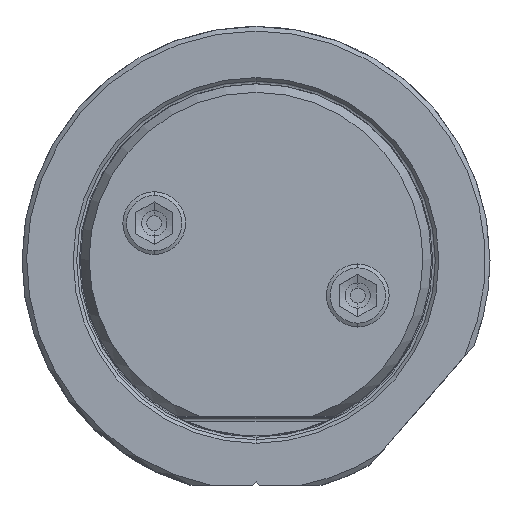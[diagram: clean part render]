
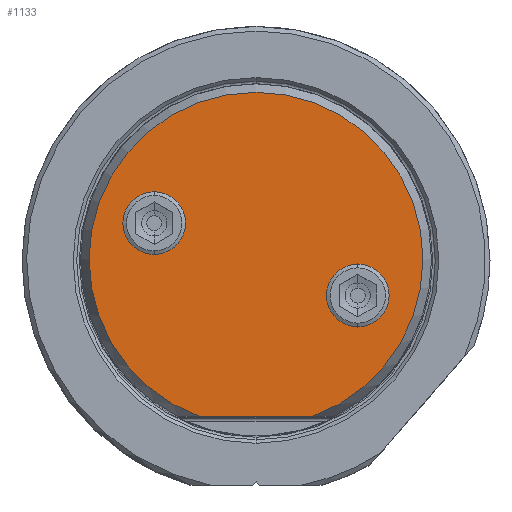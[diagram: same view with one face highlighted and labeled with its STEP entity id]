
A CAD part, top view. The second image highlights one B-rep face of the part: STEP entity #1133.
In plain terms, the highlighted planar face has unit normal (0, 0, 1).
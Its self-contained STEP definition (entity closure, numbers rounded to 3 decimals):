
#104=PLANE('',#6155);
#178=FACE_BOUND('',#1805,.T.);
#179=FACE_BOUND('',#1806,.T.);
#180=FACE_BOUND('',#1807,.T.);
#341=LINE('',#12336,#699);
#699=VECTOR('',#7200,1.);
#1133=ADVANCED_FACE('',(#178,#179,#180),#104,.T.);
#1805=EDGE_LOOP('',(#2994,#2995,#2996));
#1806=EDGE_LOOP('',(#2997,#2998));
#1807=EDGE_LOOP('',(#2999,#3000));
#2127=CIRCLE('',#6146,3.4);
#2129=CIRCLE('',#6149,3.4);
#2130=CIRCLE('',#6151,18.122);
#2131=CIRCLE('',#6152,18.122);
#2132=CIRCLE('',#6153,3.4);
#2133=CIRCLE('',#6154,3.4);
#2994=ORIENTED_EDGE('',*,*,#5087,.T.);
#2995=ORIENTED_EDGE('',*,*,#5088,.T.);
#2996=ORIENTED_EDGE('',*,*,#5089,.T.);
#2997=ORIENTED_EDGE('',*,*,#5083,.T.);
#2998=ORIENTED_EDGE('',*,*,#5086,.T.);
#2999=ORIENTED_EDGE('',*,*,#5090,.T.);
#3000=ORIENTED_EDGE('',*,*,#5091,.T.);
#4404=VERTEX_POINT('',#12325);
#4405=VERTEX_POINT('',#12327);
#4406=VERTEX_POINT('',#12334);
#4407=VERTEX_POINT('',#12335);
#4408=VERTEX_POINT('',#12337);
#4409=VERTEX_POINT('',#12340);
#4410=VERTEX_POINT('',#12341);
#5083=EDGE_CURVE('',#4405,#4404,#2127,.T.);
#5086=EDGE_CURVE('',#4404,#4405,#2129,.T.);
#5087=EDGE_CURVE('',#4406,#4407,#2130,.T.);
#5088=EDGE_CURVE('',#4407,#4408,#341,.T.);
#5089=EDGE_CURVE('',#4408,#4406,#2131,.T.);
#5090=EDGE_CURVE('',#4409,#4410,#2132,.T.);
#5091=EDGE_CURVE('',#4410,#4409,#2133,.T.);
#6146=AXIS2_PLACEMENT_3D('',#12326,#7187,#7188);
#6149=AXIS2_PLACEMENT_3D('',#12331,#7194,#7195);
#6151=AXIS2_PLACEMENT_3D('',#12333,#7198,#7199);
#6152=AXIS2_PLACEMENT_3D('',#12338,#7201,#7202);
#6153=AXIS2_PLACEMENT_3D('',#12339,#7203,#7204);
#6154=AXIS2_PLACEMENT_3D('',#12342,#7205,#7206);
#6155=AXIS2_PLACEMENT_3D('',#12343,#7207,#7208);
#7187=DIRECTION('',(0.,0.,-1.));
#7188=DIRECTION('',(1.,0.,0.));
#7194=DIRECTION('',(0.,0.,-1.));
#7195=DIRECTION('',(-1.,0.,0.));
#7198=DIRECTION('',(0.,0.,1.));
#7199=DIRECTION('',(0.,1.,0.));
#7200=DIRECTION('',(1.,0.,0.));
#7201=DIRECTION('',(0.,0.,1.));
#7202=DIRECTION('',(0.339,-0.941,0.));
#7203=DIRECTION('',(0.,0.,-1.));
#7204=DIRECTION('',(1.,0.,0.));
#7205=DIRECTION('',(0.,0.,-1.));
#7206=DIRECTION('',(-1.,0.,0.));
#7207=DIRECTION('',(0.,0.,1.));
#7208=DIRECTION('',(1.,0.,0.));
#12325=CARTESIAN_POINT('',(7.648,-3.928,69.85));
#12326=CARTESIAN_POINT('',(11.048,-3.928,69.85));
#12327=CARTESIAN_POINT('',(14.448,-3.928,69.85));
#12331=CARTESIAN_POINT('',(11.048,-3.928,69.85));
#12333=CARTESIAN_POINT('',(0.,0.,69.85));
#12334=CARTESIAN_POINT('',(0.,18.122,69.85));
#12335=CARTESIAN_POINT('',(-6.141,-17.05,69.85));
#12336=CARTESIAN_POINT('',(-6.141,-17.05,69.85));
#12337=CARTESIAN_POINT('',(6.141,-17.05,69.85));
#12338=CARTESIAN_POINT('',(0.,0.,69.85));
#12339=CARTESIAN_POINT('',(-11.048,3.928,69.85));
#12340=CARTESIAN_POINT('',(-7.648,3.928,69.85));
#12341=CARTESIAN_POINT('',(-14.448,3.928,69.85));
#12342=CARTESIAN_POINT('',(-11.048,3.928,69.85));
#12343=CARTESIAN_POINT('',(0.,0.536,69.85));
